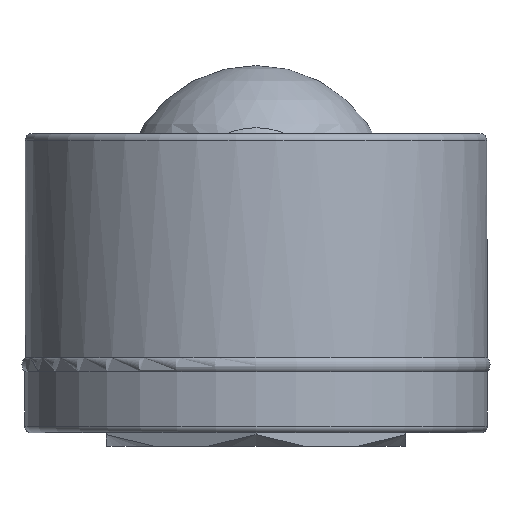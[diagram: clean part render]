
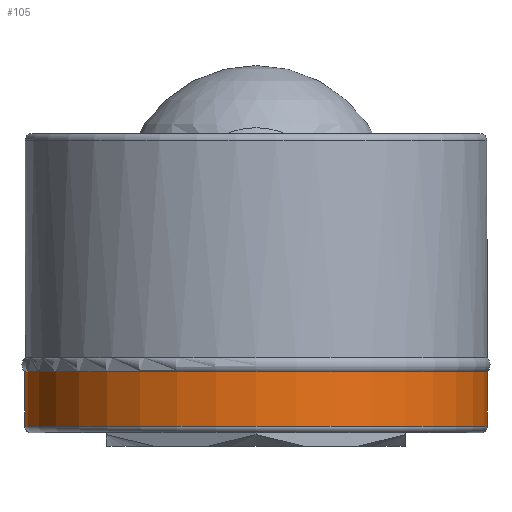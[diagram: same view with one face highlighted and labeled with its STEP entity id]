
A CAD part, left-side view. The second image highlights one B-rep face of the part: STEP entity #105.
In plain terms, the highlighted cylindrical face has radius 17 mm (diameter 34 mm), a full revolution.
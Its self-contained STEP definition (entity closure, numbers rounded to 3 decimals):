
#105 = ADVANCED_FACE( '', ( #261, #262 ), #263, .T. );
#261 = FACE_OUTER_BOUND( '', #569, .T. );
#262 = FACE_OUTER_BOUND( '', #570, .T. );
#263 = CYLINDRICAL_SURFACE( '', #571, 17. );
#569 = EDGE_LOOP( '', ( #3096 ) );
#570 = EDGE_LOOP( '', ( #3097 ) );
#571 = AXIS2_PLACEMENT_3D( '', #3098, #3099, #3100 );
#3096 = ORIENTED_EDGE( '', *, *, #3594, .T. );
#3097 = ORIENTED_EDGE( '', *, *, #3595, .F. );
#3098 = CARTESIAN_POINT( '', ( 0., 0., 57.15 ) );
#3099 = DIRECTION( '', ( 0., 0., -1. ) );
#3100 = DIRECTION( '', ( 1., 0., 0. ) );
#3594 = EDGE_CURVE( '', #3848, #3848, #3849, .T. );
#3595 = EDGE_CURVE( '', #3850, #3850, #3851, .T. );
#3848 = VERTEX_POINT( '', #4739 );
#3849 = CIRCLE( '', #4740, 17. );
#3850 = VERTEX_POINT( '', #4741 );
#3851 = CIRCLE( '', #4742, 17. );
#4739 = CARTESIAN_POINT( '', ( 17., 0., 0.5 ) );
#4740 = AXIS2_PLACEMENT_3D( '', #6144, #6145, #6146 );
#4741 = CARTESIAN_POINT( '', ( 17., 0., 4.49 ) );
#4742 = AXIS2_PLACEMENT_3D( '', #6147, #6148, #6149 );
#6144 = CARTESIAN_POINT( '', ( 0., 0., 0.5 ) );
#6145 = DIRECTION( '', ( 0., 0., 1. ) );
#6146 = DIRECTION( '', ( 1., 0., 0. ) );
#6147 = CARTESIAN_POINT( '', ( 0., 0., 4.49 ) );
#6148 = DIRECTION( '', ( 0., 0., 1. ) );
#6149 = DIRECTION( '', ( 1., 0., 0. ) );
